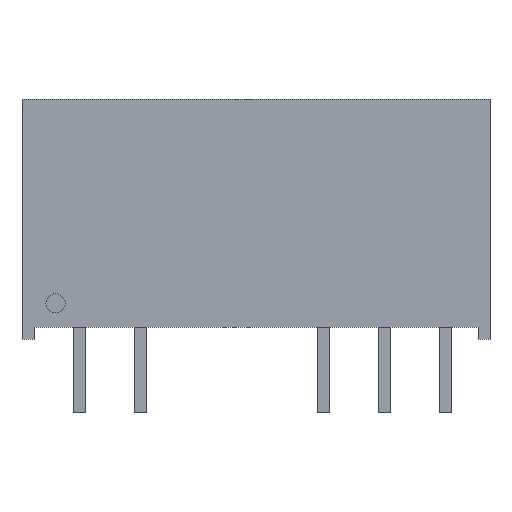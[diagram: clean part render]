
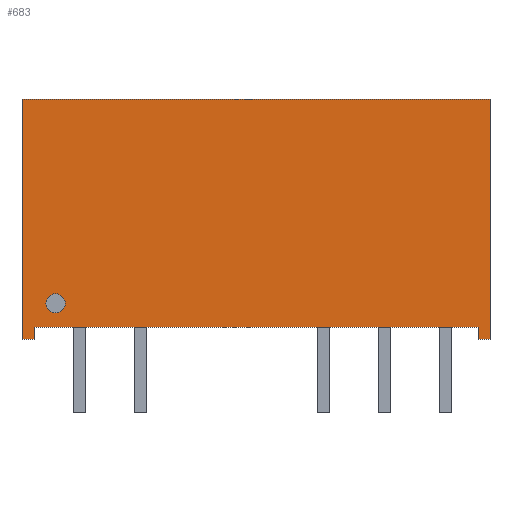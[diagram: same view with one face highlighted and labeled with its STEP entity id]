
A CAD part, front view. The second image highlights one B-rep face of the part: STEP entity #683.
In plain terms, the highlighted planar face has unit normal (0, -1, 0).
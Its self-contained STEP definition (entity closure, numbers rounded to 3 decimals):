
#13=FACE_BOUND('',#111,.T.);
#14=CIRCLE('',#736,0.4);
#68=FACE_OUTER_BOUND('',#110,.T.);
#110=EDGE_LOOP('',(#586,#587,#588,#589,#590,#591,#592,#593));
#111=EDGE_LOOP('',(#594));
#178=LINE('',#1070,#263);
#182=LINE('',#1079,#267);
#184=LINE('',#1082,#269);
#186=LINE('',#1088,#271);
#190=LINE('',#1097,#275);
#194=LINE('',#1103,#279);
#197=LINE('',#1108,#282);
#198=LINE('',#1109,#283);
#263=VECTOR('',#885,10.);
#267=VECTOR('',#891,10.);
#269=VECTOR('',#895,10.);
#271=VECTOR('',#899,10.);
#275=VECTOR('',#905,10.);
#279=VECTOR('',#911,10.);
#282=VECTOR('',#918,10.);
#283=VECTOR('',#919,10.);
#324=VERTEX_POINT('',#1056);
#327=VERTEX_POINT('',#1064);
#329=VERTEX_POINT('',#1068);
#331=VERTEX_POINT('',#1073);
#333=VERTEX_POINT('',#1077);
#335=VERTEX_POINT('',#1085);
#336=VERTEX_POINT('',#1087);
#338=VERTEX_POINT('',#1093);
#340=VERTEX_POINT('',#1096);
#402=EDGE_CURVE('',#324,#324,#14,.T.);
#408=EDGE_CURVE('',#329,#327,#178,.T.);
#412=EDGE_CURVE('',#331,#333,#182,.T.);
#414=EDGE_CURVE('',#331,#329,#184,.T.);
#416=EDGE_CURVE('',#336,#335,#186,.T.);
#420=EDGE_CURVE('',#338,#340,#190,.T.);
#424=EDGE_CURVE('',#336,#338,#194,.T.);
#427=EDGE_CURVE('',#327,#335,#197,.T.);
#428=EDGE_CURVE('',#340,#333,#198,.T.);
#586=ORIENTED_EDGE('',*,*,#427,.F.);
#587=ORIENTED_EDGE('',*,*,#408,.F.);
#588=ORIENTED_EDGE('',*,*,#414,.F.);
#589=ORIENTED_EDGE('',*,*,#412,.T.);
#590=ORIENTED_EDGE('',*,*,#428,.F.);
#591=ORIENTED_EDGE('',*,*,#420,.F.);
#592=ORIENTED_EDGE('',*,*,#424,.F.);
#593=ORIENTED_EDGE('',*,*,#416,.T.);
#594=ORIENTED_EDGE('',*,*,#402,.T.);
#641=PLANE('',#746);
#683=ADVANCED_FACE('',(#68,#13),#641,.T.);
#736=AXIS2_PLACEMENT_3D('',#1057,#873,#874);
#746=AXIS2_PLACEMENT_3D('',#1107,#916,#917);
#873=DIRECTION('center_axis',(0.,1.,0.));
#874=DIRECTION('ref_axis',(1.,0.,0.));
#885=DIRECTION('',(0.,0.,1.));
#891=DIRECTION('',(0.,0.,1.));
#895=DIRECTION('',(-1.,0.,0.));
#899=DIRECTION('',(0.,0.,1.));
#905=DIRECTION('',(0.,0.,1.));
#911=DIRECTION('',(-1.,0.,0.));
#916=DIRECTION('center_axis',(0.,-1.,0.));
#917=DIRECTION('ref_axis',(1.,0.,0.));
#918=DIRECTION('',(-1.,0.,0.));
#919=DIRECTION('',(1.,0.,0.));
#1056=CARTESIAN_POINT('',(-1.4,-4.65,1.5));
#1057=CARTESIAN_POINT('Origin',(-1.,-4.65,1.5));
#1064=CARTESIAN_POINT('',(16.6,-4.65,0.5));
#1068=CARTESIAN_POINT('',(16.6,-4.65,0.));
#1070=CARTESIAN_POINT('',(16.6,-4.65,0.));
#1073=CARTESIAN_POINT('',(17.1,-4.65,0.));
#1077=CARTESIAN_POINT('',(17.1,-4.65,10.));
#1079=CARTESIAN_POINT('',(17.1,-4.65,0.));
#1082=CARTESIAN_POINT('',(17.1,-4.65,0.));
#1085=CARTESIAN_POINT('',(-1.9,-4.65,0.5));
#1087=CARTESIAN_POINT('',(-1.9,-4.65,0.));
#1088=CARTESIAN_POINT('',(-1.9,-4.65,0.));
#1093=CARTESIAN_POINT('',(-2.4,-4.65,0.));
#1096=CARTESIAN_POINT('',(-2.4,-4.65,10.));
#1097=CARTESIAN_POINT('',(-2.4,-4.65,0.));
#1103=CARTESIAN_POINT('',(17.1,-4.65,0.));
#1107=CARTESIAN_POINT('Origin',(-1.9,-4.65,0.5));
#1108=CARTESIAN_POINT('',(17.1,-4.65,0.5));
#1109=CARTESIAN_POINT('',(17.1,-4.65,10.));
